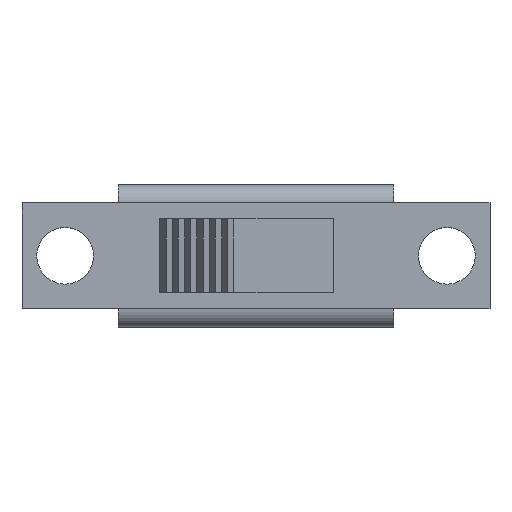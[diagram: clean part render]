
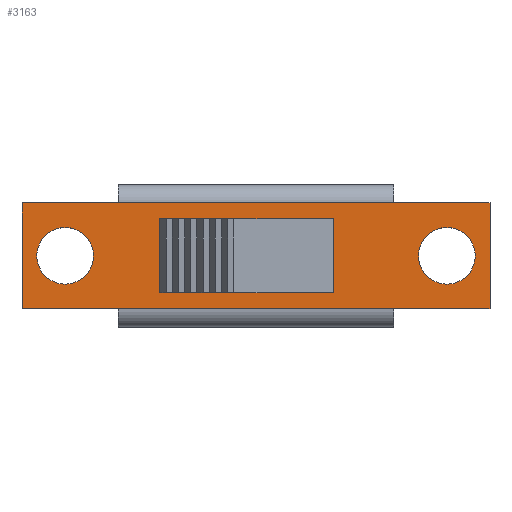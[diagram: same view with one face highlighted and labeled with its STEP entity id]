
A CAD part, top view. The second image highlights one B-rep face of the part: STEP entity #3163.
In plain terms, the highlighted planar face has unit normal (0, 0, 1).
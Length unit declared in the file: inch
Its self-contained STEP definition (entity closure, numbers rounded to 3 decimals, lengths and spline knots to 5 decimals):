
#51=FACE_BOUND('',#402,.T.);
#52=FACE_BOUND('',#403,.T.);
#53=FACE_BOUND('',#404,.T.);
#85=PLANE('',#3356);
#231=FACE_OUTER_BOUND('',#401,.T.);
#401=EDGE_LOOP('',(#2355,#2356,#2357,#2358,#2359,#2360,#2361,#2362));
#402=EDGE_LOOP('',(#2363,#2364,#2365,#2366,#2367,#2368));
#403=EDGE_LOOP('',(#2369));
#404=EDGE_LOOP('',(#2370));
#666=LINE('',#4571,#1074);
#675=LINE('',#4593,#1083);
#676=LINE('',#4595,#1084);
#677=LINE('',#4597,#1085);
#678=LINE('',#4599,#1086);
#679=LINE('',#4601,#1087);
#680=LINE('',#4603,#1088);
#681=LINE('',#4605,#1089);
#682=LINE('',#4606,#1090);
#683=LINE('',#4608,#1091);
#684=LINE('',#4610,#1092);
#685=LINE('',#4612,#1093);
#686=LINE('',#4614,#1094);
#687=LINE('',#4615,#1095);
#1074=VECTOR('',#3697,0.15945);
#1083=VECTOR('',#3712,0.44094);
#1084=VECTOR('',#3713,0.15354);
#1085=VECTOR('',#3714,0.16929);
#1086=VECTOR('',#3715,0.15354);
#1087=VECTOR('',#3716,0.44094);
#1088=VECTOR('',#3717,0.15354);
#1089=VECTOR('',#3718,0.16929);
#1090=VECTOR('',#3719,0.15354);
#1091=VECTOR('',#3720,0.11811);
#1092=VECTOR('',#3721,0.11811);
#1093=VECTOR('',#3722,0.11811);
#1094=VECTOR('',#3723,0.15945);
#1095=VECTOR('',#3724,0.11811);
#1381=CIRCLE('',#3357,0.04528);
#1382=CIRCLE('',#3358,0.04528);
#1507=VERTEX_POINT('',#4568);
#1508=VERTEX_POINT('',#4570);
#1517=VERTEX_POINT('',#4591);
#1518=VERTEX_POINT('',#4592);
#1519=VERTEX_POINT('',#4594);
#1520=VERTEX_POINT('',#4596);
#1521=VERTEX_POINT('',#4598);
#1522=VERTEX_POINT('',#4600);
#1523=VERTEX_POINT('',#4602);
#1524=VERTEX_POINT('',#4604);
#1525=VERTEX_POINT('',#4607);
#1526=VERTEX_POINT('',#4609);
#1527=VERTEX_POINT('',#4611);
#1528=VERTEX_POINT('',#4613);
#1529=VERTEX_POINT('',#4616);
#1530=VERTEX_POINT('',#4618);
#1836=EDGE_CURVE('',#1508,#1507,#666,.T.);
#1846=EDGE_CURVE('',#1517,#1518,#675,.T.);
#1847=EDGE_CURVE('',#1517,#1519,#676,.T.);
#1848=EDGE_CURVE('',#1519,#1520,#677,.T.);
#1849=EDGE_CURVE('',#1520,#1521,#678,.T.);
#1850=EDGE_CURVE('',#1522,#1521,#679,.T.);
#1851=EDGE_CURVE('',#1522,#1523,#680,.T.);
#1852=EDGE_CURVE('',#1523,#1524,#681,.T.);
#1853=EDGE_CURVE('',#1524,#1518,#682,.T.);
#1854=EDGE_CURVE('',#1525,#1507,#683,.T.);
#1855=EDGE_CURVE('',#1526,#1525,#684,.T.);
#1856=EDGE_CURVE('',#1527,#1526,#685,.T.);
#1857=EDGE_CURVE('',#1527,#1528,#686,.T.);
#1858=EDGE_CURVE('',#1528,#1508,#687,.T.);
#1859=EDGE_CURVE('',#1529,#1529,#1381,.T.);
#1860=EDGE_CURVE('',#1530,#1530,#1382,.T.);
#2355=ORIENTED_EDGE('',*,*,#1846,.F.);
#2356=ORIENTED_EDGE('',*,*,#1847,.T.);
#2357=ORIENTED_EDGE('',*,*,#1848,.T.);
#2358=ORIENTED_EDGE('',*,*,#1849,.T.);
#2359=ORIENTED_EDGE('',*,*,#1850,.F.);
#2360=ORIENTED_EDGE('',*,*,#1851,.T.);
#2361=ORIENTED_EDGE('',*,*,#1852,.T.);
#2362=ORIENTED_EDGE('',*,*,#1853,.T.);
#2363=ORIENTED_EDGE('',*,*,#1854,.F.);
#2364=ORIENTED_EDGE('',*,*,#1855,.F.);
#2365=ORIENTED_EDGE('',*,*,#1856,.F.);
#2366=ORIENTED_EDGE('',*,*,#1857,.T.);
#2367=ORIENTED_EDGE('',*,*,#1858,.T.);
#2368=ORIENTED_EDGE('',*,*,#1836,.T.);
#2369=ORIENTED_EDGE('',*,*,#1859,.T.);
#2370=ORIENTED_EDGE('',*,*,#1860,.T.);
#3163=ADVANCED_FACE('',(#231,#51,#52,#53),#85,.T.);
#3356=AXIS2_PLACEMENT_3D('',#4590,#3710,#3711);
#3357=AXIS2_PLACEMENT_3D('',#4617,#3725,#3726);
#3358=AXIS2_PLACEMENT_3D('',#4619,#3727,#3728);
#3697=DIRECTION('',(-1.,0.,0.));
#3710=DIRECTION('center_axis',(0.,0.,1.));
#3711=DIRECTION('ref_axis',(1.,0.,0.));
#3712=DIRECTION('',(1.,0.,0.));
#3713=DIRECTION('',(-1.,0.,0.));
#3714=DIRECTION('',(0.,-1.,0.));
#3715=DIRECTION('',(1.,0.,0.));
#3716=DIRECTION('',(-1.,0.,0.));
#3717=DIRECTION('',(1.,0.,0.));
#3718=DIRECTION('',(0.,1.,0.));
#3719=DIRECTION('',(-1.,0.,0.));
#3720=DIRECTION('',(1.,0.,0.));
#3721=DIRECTION('',(0.,-1.,0.));
#3722=DIRECTION('',(-1.,0.,0.));
#3723=DIRECTION('',(1.,0.,0.));
#3724=DIRECTION('',(0.,-1.,0.));
#3725=DIRECTION('center_axis',(0.,0.,-1.));
#3726=DIRECTION('ref_axis',(-1.,0.,0.));
#3727=DIRECTION('center_axis',(0.,0.,-1.));
#3728=DIRECTION('ref_axis',(-1.,0.,0.));
#4568=CARTESIAN_POINT('',(-0.03543,-0.05906,0.19685));
#4570=CARTESIAN_POINT('',(0.12402,-0.05906,0.19685));
#4571=CARTESIAN_POINT('',(0.12402,-0.05906,0.19685));
#4590=CARTESIAN_POINT('Origin',(-0.41142,-0.09311,0.19685));
#4591=CARTESIAN_POINT('',(-0.22047,0.08465,0.19685));
#4592=CARTESIAN_POINT('',(0.22047,0.08465,0.19685));
#4593=CARTESIAN_POINT('',(-0.22047,0.08465,0.19685));
#4594=CARTESIAN_POINT('',(-0.37402,0.08465,0.19685));
#4595=CARTESIAN_POINT('',(-0.22047,0.08465,0.19685));
#4596=CARTESIAN_POINT('',(-0.37402,-0.08465,0.19685));
#4597=CARTESIAN_POINT('',(-0.37402,0.08465,0.19685));
#4598=CARTESIAN_POINT('',(-0.22047,-0.08465,0.19685));
#4599=CARTESIAN_POINT('',(-0.37402,-0.08465,0.19685));
#4600=CARTESIAN_POINT('',(0.22047,-0.08465,0.19685));
#4601=CARTESIAN_POINT('',(0.22047,-0.08465,0.19685));
#4602=CARTESIAN_POINT('',(0.37402,-0.08465,0.19685));
#4603=CARTESIAN_POINT('',(0.22047,-0.08465,0.19685));
#4604=CARTESIAN_POINT('',(0.37402,0.08465,0.19685));
#4605=CARTESIAN_POINT('',(0.37402,-0.08465,0.19685));
#4606=CARTESIAN_POINT('',(0.37402,0.08465,0.19685));
#4607=CARTESIAN_POINT('',(-0.15354,-0.05906,0.19685));
#4608=CARTESIAN_POINT('',(-0.15354,-0.05906,0.19685));
#4609=CARTESIAN_POINT('',(-0.15354,0.05906,0.19685));
#4610=CARTESIAN_POINT('',(-0.15354,0.05906,0.19685));
#4611=CARTESIAN_POINT('',(-0.03543,0.05906,0.19685));
#4612=CARTESIAN_POINT('',(-0.03543,0.05906,0.19685));
#4613=CARTESIAN_POINT('',(0.12402,0.05906,0.19685));
#4614=CARTESIAN_POINT('',(-0.03543,0.05906,0.19685));
#4615=CARTESIAN_POINT('',(0.12402,0.05906,0.19685));
#4616=CARTESIAN_POINT('',(-0.35039,0.,0.19685));
#4617=CARTESIAN_POINT('Origin',(-0.30512,0.,0.19685));
#4618=CARTESIAN_POINT('',(0.25984,0.,0.19685));
#4619=CARTESIAN_POINT('Origin',(0.30512,0.,0.19685));
